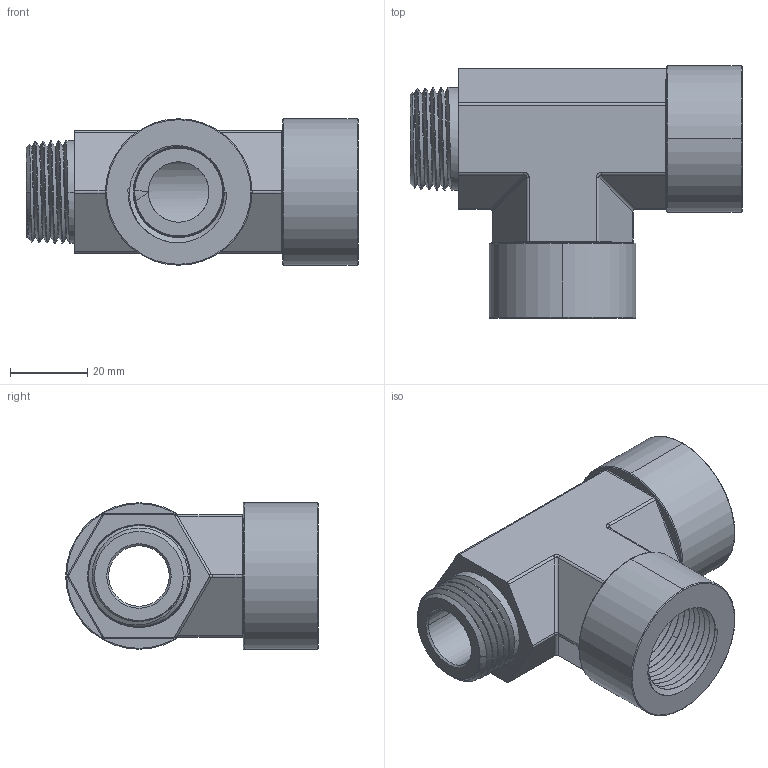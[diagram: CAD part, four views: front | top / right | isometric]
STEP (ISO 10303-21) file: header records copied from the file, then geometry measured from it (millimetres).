
FILE_DESCRIPTION((''),'2;1');
FILE_NAME('001_H-SRT_MASTER','2025-07-07T15:56:34',('Administrator'),(''),'CREO PARAMETRIC BY PTC INC, 2020184','CREO PARAMETRIC BY PTC INC, 2020184','');
FILE_SCHEMA(('AUTOMOTIVE_DESIGN { 1 0 10303 214 1 1 1 1 }'));
Length unit declared in the file: millimetre
Products named in the file (1): 001_H-SRT_MASTER
Bounding box: 86.1 x 65.5 x 38 mm (x, y, z)
Volume: 63950.5 mm3; surface area: 25911.1 mm2
Topology: 1 solids, 1 shells, 175 faces, 460 edges, 303 vertices
Faces by surface type: cone 54, cylinder 44, bspline 31, plane 26, torus 20
Entity records: 26671 total; most frequent: CARTESIAN_POINT 21130, ORIENTED_EDGE 900, DIRECTION 712, PRESENTATION_STYLE_ASSIGNMENT 462, STYLED_ITEM 462, CURVE_STYLE 461, EDGE_CURVE 450, VERTEX_POINT 281
